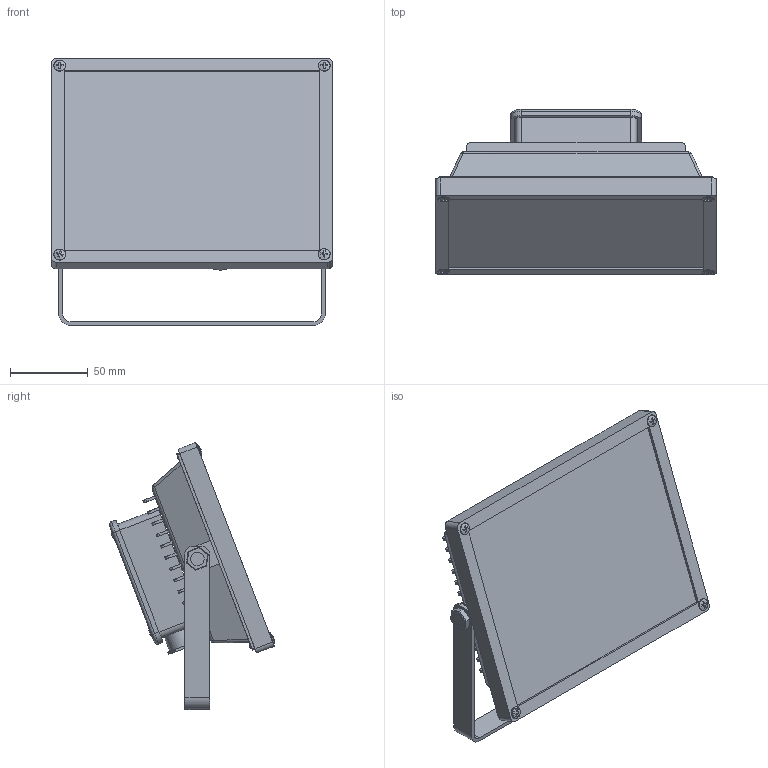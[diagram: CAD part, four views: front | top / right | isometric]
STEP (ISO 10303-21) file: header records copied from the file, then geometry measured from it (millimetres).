
FILE_DESCRIPTION(/* description */ (''),/* implementation_level */ '2;1');
FILE_NAME(/* name */ 'PM LED flood light R1.stp',/* time_stamp */ '2016-09-10T20:10:11+08:00',/* author */ ('philm'),/* organization */ (''),/* preprocessor_version */ 'ST-DEVELOPER v16.1',/* originating_system */ 'Autodesk Inventor 2016',/* authorisation */ '');
FILE_SCHEMA (('AUTOMOTIVE_DESIGN { 1 0 10303 214 3 1 1 }'));
Length unit declared in the file: centimetre
Products named in the file (14): Component10; cable gland; main body; Front trim; reflector; glass; JB body; M3 CH screw X 16 v1; JB lid; JB lid_1; LED; M8 Hex  X 16 v1; cable gland_1; LED flood light v10
Assembly tree (21 placements, depth 3):
  LED flood light v10
    cable gland
      Component10
    main body
    Front trim
    reflector
    glass
    JB body
    JB lid_1
      M3 CH screw X 16 v1  x4
      JB lid
    LED
    M3 CH screw X 16 v1  x4
    M8 Hex  X 16 v1  x2
    cable gland_1
Bounding box: 180 x 105.81 x 171.2 mm (x, y, z)
Volume: 262699.3 mm3; surface area: 279833.9 mm2
Topology: 32 solids, 32 shells, 598 faces, 1510 edges, 967 vertices
Faces by surface type: plane 393, cylinder 130, cone 42, bspline 21, torus 12
Full cylindrical faces by diameter (mm): 3 x16, 8 x2, 8.678 x2, 9.624 x2, 13.09 x1, 15.2 x1, 16 x1, 17.09 x1
Entity records: 17575 total; most frequent: CARTESIAN_POINT 6599, DIRECTION 2212, ORIENTED_EDGE 2138, EDGE_CURVE 1063, AXIS2_PLACEMENT_3D 747, LINE 718, VECTOR 718, VERTEX_POINT 708
